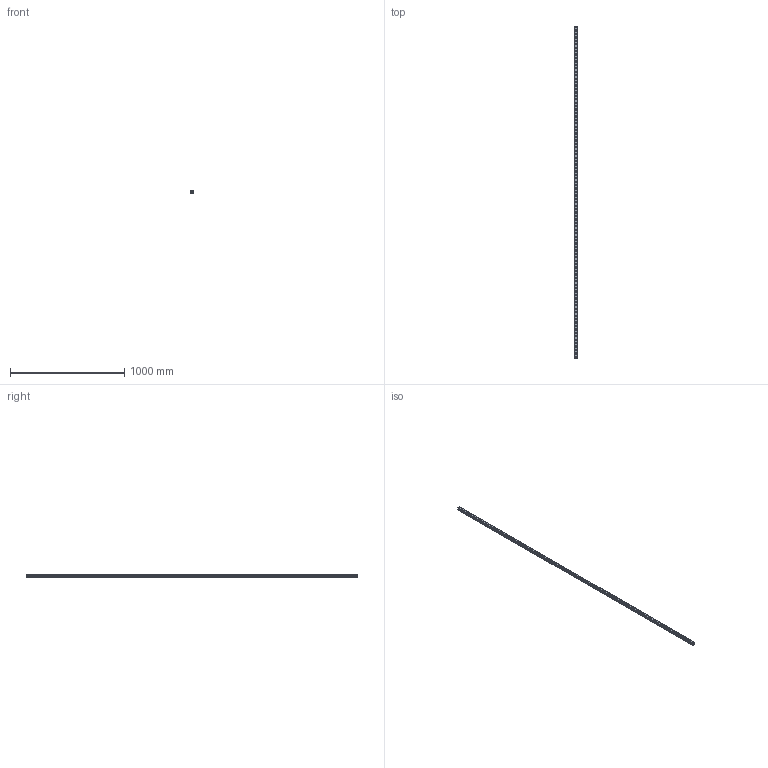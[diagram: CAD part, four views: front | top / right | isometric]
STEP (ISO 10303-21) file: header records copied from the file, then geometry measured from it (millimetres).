
FILE_DESCRIPTION(('STEP AP214'),'1');
FILE_NAME('cctmp_1B4664F7-47DB-47D4-8A93-2289161CD928_2021_03_10_12_07_17_0090..stp','2021-03-10T11:07:17',('HIWIN GmbH'),('CADClick - www.CADClick.com'),'Spatial InterOp 3D',' ','unknown authorization');
FILE_SCHEMA(('AUTOMOTIVE_DESIGN'));
Length unit declared in the file: millimetre
Products named in the file (1): RGR25R2900H_FILE
Bounding box: 23 x 2900 x 23.6 mm (x, y, z)
Volume: 1162508.7 mm3; surface area: 360133 mm2
Topology: 1 solids, 1 shells, 990 faces, 2079 edges, 1386 vertices
Faces by surface type: cylinder 600, plane 390
Entity records: 34987 total; most frequent: DIRECTION 5261, CARTESIAN_POINT 4456, ORIENTED_EDGE 4158, AXIS2_PLACEMENT_3D 2191, EDGE_CURVE 2079, VERTEX_POINT 1386, EDGE_LOOP 1285, CIRCLE 1200
